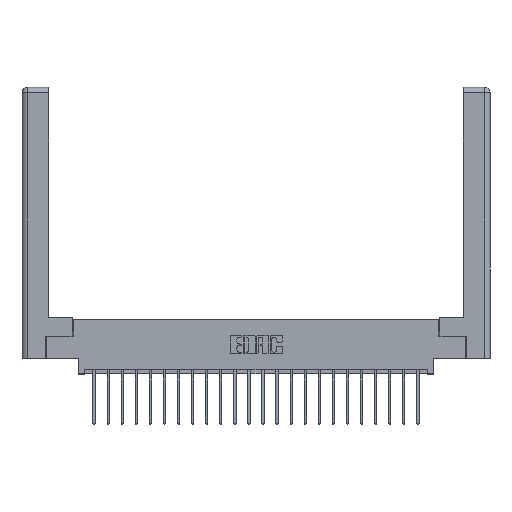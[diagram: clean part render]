
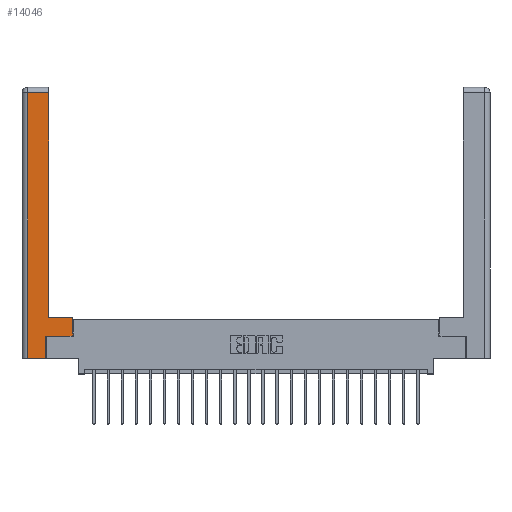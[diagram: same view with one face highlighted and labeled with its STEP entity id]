
A CAD part, top view. The second image highlights one B-rep face of the part: STEP entity #14046.
In plain terms, the highlighted planar face has unit normal (0, 0, 1).
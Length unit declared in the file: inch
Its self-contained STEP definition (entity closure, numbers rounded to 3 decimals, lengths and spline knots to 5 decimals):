
#273 = CARTESIAN_POINT ( 'NONE',  ( 0.295, 2.94, 0. ) ) ;
#1026 = EDGE_CURVE ( 'NONE', #10219, #1162, #12567, .T. ) ;
#1162 = VERTEX_POINT ( 'NONE', #17162 ) ;
#1251 = DIRECTION ( 'NONE',  ( -1., 0., 0. ) ) ;
#1477 = EDGE_LOOP ( 'NONE', ( #2024, #19640, #7859, #13945, #3075, #15930, #8791, #12737 ) ) ;
#1711 = EDGE_CURVE ( 'NONE', #8250, #10219, #4784, .T. ) ;
#2024 = ORIENTED_EDGE ( 'NONE', *, *, #1711, .T. ) ;
#2293 = VECTOR ( 'NONE', #19156, 39.37008 ) ;
#2767 = EDGE_CURVE ( 'NONE', #14440, #3229, #18784, .T. ) ;
#2920 = VECTOR ( 'NONE', #11715, 39.37008 ) ;
#2948 = CARTESIAN_POINT ( 'NONE',  ( 0.295, 0.45, 0. ) ) ;
#3075 = ORIENTED_EDGE ( 'NONE', *, *, #4594, .T. ) ;
#3229 = VERTEX_POINT ( 'NONE', #10723 ) ;
#3276 = LINE ( 'NONE', #9010, #13521 ) ;
#3409 = CARTESIAN_POINT ( 'NONE',  ( 0., 0., 0. ) ) ;
#3932 = DIRECTION ( 'NONE',  ( 1., 0., 0. ) ) ;
#4491 = VERTEX_POINT ( 'NONE', #16843 ) ;
#4594 = EDGE_CURVE ( 'NONE', #3229, #11565, #19826, .T. ) ;
#4784 = LINE ( 'NONE', #20726, #7887 ) ;
#7115 = AXIS2_PLACEMENT_3D ( 'NONE', #3409, #8762, #1251 ) ;
#7147 = CARTESIAN_POINT ( 'NONE',  ( 0.0615, 0., 0. ) ) ;
#7313 = VECTOR ( 'NONE', #21309, 39.37008 ) ;
#7859 = ORIENTED_EDGE ( 'NONE', *, *, #14285, .T. ) ;
#7887 = VECTOR ( 'NONE', #11500, 39.37008 ) ;
#8250 = VERTEX_POINT ( 'NONE', #2948 ) ;
#8762 = DIRECTION ( 'NONE',  ( 0., 0., -1. ) ) ;
#8791 = ORIENTED_EDGE ( 'NONE', *, *, #14215, .T. ) ;
#9010 = CARTESIAN_POINT ( 'NONE',  ( 0.565, 0.45, 0. ) ) ;
#9968 = CARTESIAN_POINT ( 'NONE',  ( 0.0615, 2.94, 0. ) ) ;
#10219 = VERTEX_POINT ( 'NONE', #273 ) ;
#10723 = CARTESIAN_POINT ( 'NONE',  ( 0.265, 0., 0. ) ) ;
#11500 = DIRECTION ( 'NONE',  ( 0., 1., 0. ) ) ;
#11565 = VERTEX_POINT ( 'NONE', #13091 ) ;
#11715 = DIRECTION ( 'NONE',  ( -1., 0., 0. ) ) ;
#12567 = LINE ( 'NONE', #9968, #2920 ) ;
#12737 = ORIENTED_EDGE ( 'NONE', *, *, #23641, .T. ) ;
#13091 = CARTESIAN_POINT ( 'NONE',  ( 0.265, 0.245, 0. ) ) ;
#13497 = CARTESIAN_POINT ( 'NONE',  ( 0.265, 0.245, 0. ) ) ;
#13521 = VECTOR ( 'NONE', #21874, 39.37008 ) ;
#13629 = CARTESIAN_POINT ( 'NONE',  ( 0.565, 0.245, 0. ) ) ;
#13884 = CARTESIAN_POINT ( 'NONE',  ( 0.295, 0.45, 0. ) ) ;
#13945 = ORIENTED_EDGE ( 'NONE', *, *, #2767, .T. ) ;
#14046 = ADVANCED_FACE ( 'NONE', ( #22757 ), #19818, .F. ) ;
#14215 = EDGE_CURVE ( 'NONE', #19648, #4491, #3276, .T. ) ;
#14285 = EDGE_CURVE ( 'NONE', #1162, #14440, #16132, .T. ) ;
#14440 = VERTEX_POINT ( 'NONE', #7147 ) ;
#14848 = CARTESIAN_POINT ( 'NONE',  ( 0.265, 0., 0. ) ) ;
#15289 = DIRECTION ( 'NONE',  ( 0., 1., 0. ) ) ;
#15440 = CARTESIAN_POINT ( 'NONE',  ( 0.565, 0.245, 0. ) ) ;
#15686 = LINE ( 'NONE', #15440, #2293 ) ;
#15930 = ORIENTED_EDGE ( 'NONE', *, *, #22517, .T. ) ;
#16132 = LINE ( 'NONE', #18459, #17328 ) ;
#16843 = CARTESIAN_POINT ( 'NONE',  ( 0.565, 0.45, 0. ) ) ;
#17162 = CARTESIAN_POINT ( 'NONE',  ( 0.0615, 2.94, 0. ) ) ;
#17328 = VECTOR ( 'NONE', #22282, 39.37008 ) ;
#18459 = CARTESIAN_POINT ( 'NONE',  ( 0.0615, 0., 0. ) ) ;
#18784 = LINE ( 'NONE', #14848, #21626 ) ;
#19156 = DIRECTION ( 'NONE',  ( 1., 0., 0. ) ) ;
#19640 = ORIENTED_EDGE ( 'NONE', *, *, #1026, .T. ) ;
#19648 = VERTEX_POINT ( 'NONE', #13629 ) ;
#19818 = PLANE ( 'NONE',  #7115 ) ;
#19826 = LINE ( 'NONE', #13497, #23544 ) ;
#20726 = CARTESIAN_POINT ( 'NONE',  ( 0.295, 3., 0. ) ) ;
#21309 = DIRECTION ( 'NONE',  ( -1., 0., 0. ) ) ;
#21412 = LINE ( 'NONE', #13884, #7313 ) ;
#21626 = VECTOR ( 'NONE', #3932, 39.37008 ) ;
#21874 = DIRECTION ( 'NONE',  ( 0., 1., 0. ) ) ;
#22282 = DIRECTION ( 'NONE',  ( 0., -1., 0. ) ) ;
#22517 = EDGE_CURVE ( 'NONE', #11565, #19648, #15686, .T. ) ;
#22757 = FACE_OUTER_BOUND ( 'NONE', #1477, .T. ) ;
#23544 = VECTOR ( 'NONE', #15289, 39.37008 ) ;
#23641 = EDGE_CURVE ( 'NONE', #4491, #8250, #21412, .T. ) ;
